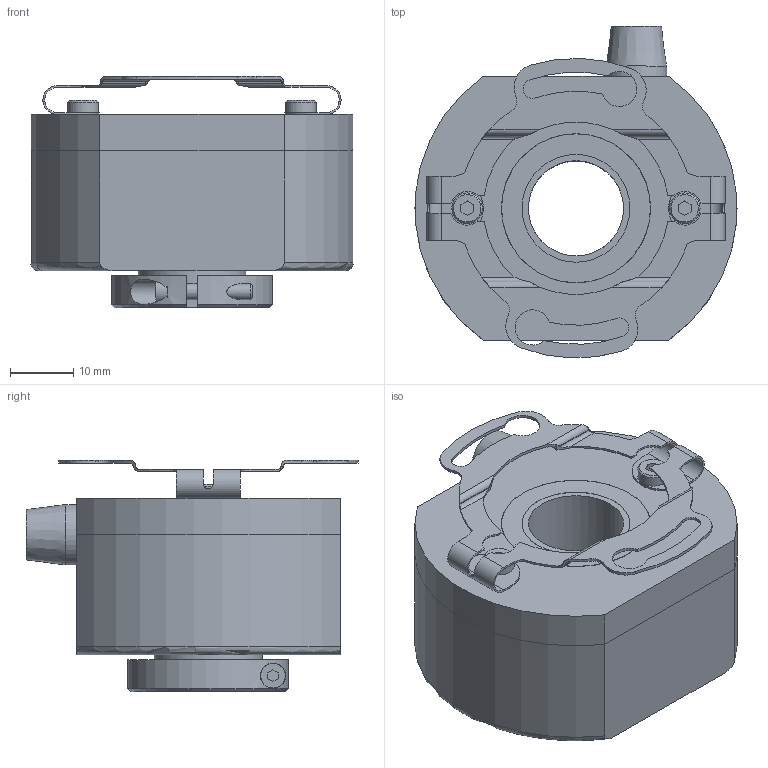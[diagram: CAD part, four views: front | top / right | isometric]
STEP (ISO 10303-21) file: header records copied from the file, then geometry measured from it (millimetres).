
FILE_DESCRIPTION(/* description */ (''),/* implementation_level */ '2;1');
FILE_NAME(/* name */ 'Encoder v1.step',/* time_stamp */ '2021-03-17T10:55:56-04:00',/* author */ (''),/* organization */ (''),/* preprocessor_version */ 'ST-DEVELOPER v18.1',/* originating_system */ 'Autodesk Translation Framework v9.10.0.1330',/* authorisation */ '');
FILE_SCHEMA (('AUTOMOTIVE_DESIGN { 1 0 10303 214 3 1 1 }'));
Length unit declared in the file: inch
Products named in the file (1): Encoder
Bounding box: 50.76 x 52.33 x 36.53 mm (x, y, z)
Volume: 24722.9 mm3; surface area: 23379.5 mm2
Topology: 10 solids, 10 shells, 280 faces, 720 edges, 474 vertices
Faces by surface type: plane 134, cylinder 120, cone 24, torus 2
Full cylindrical faces by diameter (mm): 2.156 x4, 2.515 x1, 2.845 x4, 2.896 x2, 2.946 x2, 3.861 x1, 4.836 x2, 6.096 x1, 7.874 x1, 9.525 x2, 15.001 x1, 16.993 x3, 17.018 x1, 17.78 x1, 22.098 x1, 22.225 x1, 26.01 x1, 27.94 x1
Entity records: 9446 total; most frequent: CARTESIAN_POINT 2139, DIRECTION 1457, ORIENTED_EDGE 1432, EDGE_CURVE 716, AXIS2_PLACEMENT_3D 530, VERTEX_POINT 474, LINE 397, VECTOR 397
